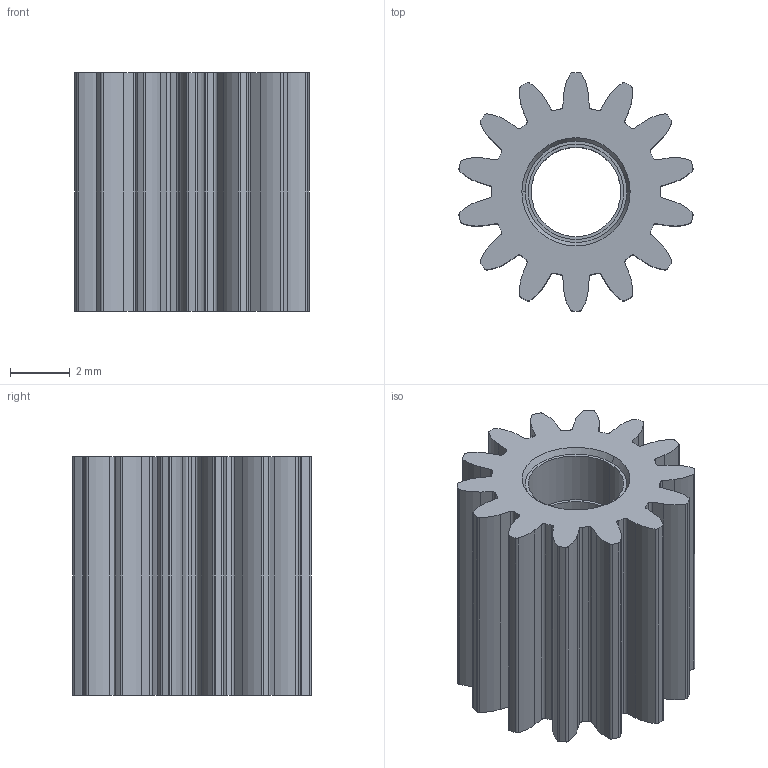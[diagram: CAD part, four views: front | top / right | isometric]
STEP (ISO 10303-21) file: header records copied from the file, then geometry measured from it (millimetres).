
FILE_DESCRIPTION (( 'STEP AP203' ), '1' );
FILE_NAME ('Gear00721.step', '2018-04-19T05:20:38', ( '' ), ( '' ), 'SwSTEP 2.0', 'SolidWorks 2012', '' );
FILE_SCHEMA (( 'CONFIG_CONTROL_DESIGN' ));
Length unit declared in the file: millimetre
Products named in the file (1): Gear00721
Bounding box: 7.85 x 8 x 8 mm (x, y, z)
Volume: 238.7 mm3; surface area: 488.4 mm2
Topology: 1 solids, 1 shells, 164 faces, 477 edges, 318 vertices
Faces by surface type: cylinder 99, plane 33, bspline 28, cone 4
Entity records: 5868 total; most frequent: CARTESIAN_POINT 1436, ORIENTED_EDGE 954, DIRECTION 901, EDGE_CURVE 477, AXIS2_PLACEMENT_3D 343, VERTEX_POINT 318, LINE 215, VECTOR 215
